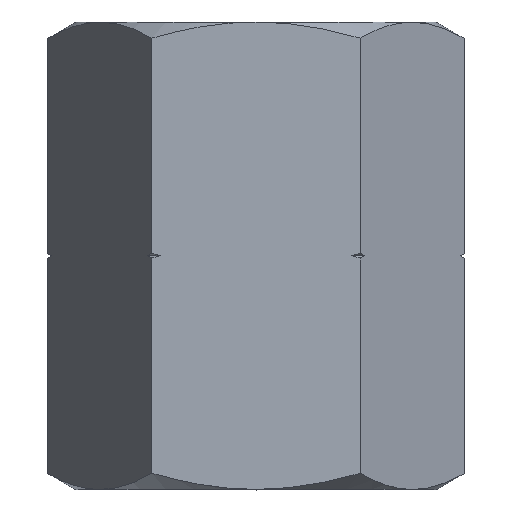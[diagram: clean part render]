
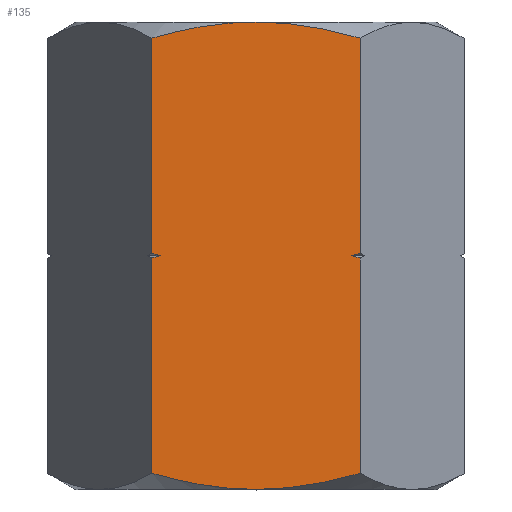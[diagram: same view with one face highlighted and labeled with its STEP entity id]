
A CAD part, top view. The second image highlights one B-rep face of the part: STEP entity #135.
In plain terms, the highlighted planar face has unit normal (0, 0, 1).
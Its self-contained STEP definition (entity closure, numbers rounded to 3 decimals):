
#135=ADVANCED_FACE('',(#282),#283,.T.);
#282=FACE_OUTER_BOUND('',#436,.T.);
#283=PLANE('',#437);
#436=EDGE_LOOP('',(#769,#770,#771,#772,#773,#774,#775,#776,#777,#778,#779,#780));
#437=AXIS2_PLACEMENT_3D('',#781,#782,#783);
#769=ORIENTED_EDGE('',*,*,#1028,.T.);
#770=ORIENTED_EDGE('',*,*,#953,.F.);
#771=ORIENTED_EDGE('',*,*,#1017,.F.);
#772=ORIENTED_EDGE('',*,*,#1036,.T.);
#773=ORIENTED_EDGE('',*,*,#1004,.T.);
#774=ORIENTED_EDGE('',*,*,#1022,.T.);
#775=ORIENTED_EDGE('',*,*,#1006,.F.);
#776=ORIENTED_EDGE('',*,*,#1037,.T.);
#777=ORIENTED_EDGE('',*,*,#1026,.T.);
#778=ORIENTED_EDGE('',*,*,#1038,.F.);
#779=ORIENTED_EDGE('',*,*,#978,.F.);
#780=ORIENTED_EDGE('',*,*,#1019,.F.);
#781=CARTESIAN_POINT('',(-7.794,0.0,13.5));
#782=DIRECTION('',(0.0,0.0,1.0));
#783=DIRECTION('',(1.0,-0.0,0.0));
#953=EDGE_CURVE('',#1147,#1149,#1150,.T.);
#978=EDGE_CURVE('',#1184,#1182,#1186,.T.);
#1004=EDGE_CURVE('',#1160,#1216,#1218,.T.);
#1006=EDGE_CURVE('',#1220,#1221,#1222,.T.);
#1017=EDGE_CURVE('',#1235,#1147,#1237,.T.);
#1019=EDGE_CURVE('',#1238,#1184,#1240,.T.);
#1022=EDGE_CURVE('',#1216,#1221,#1244,.T.);
#1026=EDGE_CURVE('',#1242,#1247,#1249,.T.);
#1028=EDGE_CURVE('',#1238,#1149,#1251,.T.);
#1036=EDGE_CURVE('',#1235,#1160,#1259,.T.);
#1037=EDGE_CURVE('',#1220,#1242,#1260,.T.);
#1038=EDGE_CURVE('',#1182,#1247,#1261,.T.);
#1147=VERTEX_POINT('',#1563);
#1149=VERTEX_POINT('',#1574);
#1150=(B_SPLINE_CURVE(2,(#1576,#1577,#1578),.UNSPECIFIED.,.F.,.F.)B_SPLINE_CURVE_WITH_KNOTS((3,3),(-6.714,-6.59),.UNSPECIFIED.)RATIONAL_B_SPLINE_CURVE((2.091,2.103,2.113))BOUNDED_CURVE()REPRESENTATION_ITEM('')GEOMETRIC_REPRESENTATION_ITEM()CURVE());
#1160=VERTEX_POINT('',#1594);
#1182=VERTEX_POINT('',#1671);
#1184=VERTEX_POINT('',#1673);
#1186=(B_SPLINE_CURVE(2,(#1685,#1686,#1687),.UNSPECIFIED.,.F.,.F.)B_SPLINE_CURVE_WITH_KNOTS((3,3),(-10.945,-8.287),.UNSPECIFIED.)RATIONAL_B_SPLINE_CURVE((3.072,3.309,3.309))BOUNDED_CURVE()REPRESENTATION_ITEM('')GEOMETRIC_REPRESENTATION_ITEM()CURVE());
#1216=VERTEX_POINT('',#1745);
#1218=(B_SPLINE_CURVE(2,(#1757,#1758,#1759),.UNSPECIFIED.,.F.,.F.)B_SPLINE_CURVE_WITH_KNOTS((3,3),(-8.287,-5.629),.UNSPECIFIED.)RATIONAL_B_SPLINE_CURVE((3.309,3.309,3.072))BOUNDED_CURVE()REPRESENTATION_ITEM('')GEOMETRIC_REPRESENTATION_ITEM()CURVE());
#1220=VERTEX_POINT('',#1767);
#1221=VERTEX_POINT('',#1768);
#1222=(B_SPLINE_CURVE(2,(#1770,#1771,#1772),.UNSPECIFIED.,.F.,.F.)B_SPLINE_CURVE_WITH_KNOTS((3,3),(-3.288,-3.165),.UNSPECIFIED.)RATIONAL_B_SPLINE_CURVE((2.113,2.103,2.091))BOUNDED_CURVE()REPRESENTATION_ITEM('')GEOMETRIC_REPRESENTATION_ITEM()CURVE());
#1235=VERTEX_POINT('',#1820);
#1237=LINE('',#1831,#1832);
#1238=VERTEX_POINT('',#1833);
#1240=LINE('',#1844,#1845);
#1242=VERTEX_POINT('',#1847);
#1244=LINE('',#1858,#1859);
#1247=VERTEX_POINT('',#1880);
#1249=LINE('',#1891,#1892);
#1251=(B_SPLINE_CURVE(2,(#1895,#1896,#1897),.UNSPECIFIED.,.F.,.F.)B_SPLINE_CURVE_WITH_KNOTS((3,3),(3.165,3.288),.UNSPECIFIED.)RATIONAL_B_SPLINE_CURVE((2.091,2.103,2.113))BOUNDED_CURVE()REPRESENTATION_ITEM('')GEOMETRIC_REPRESENTATION_ITEM()CURVE());
#1259=(B_SPLINE_CURVE(2,(#1913,#1914,#1915),.UNSPECIFIED.,.F.,.F.)B_SPLINE_CURVE_WITH_KNOTS((3,3),(-10.945,-8.287),.UNSPECIFIED.)RATIONAL_B_SPLINE_CURVE((3.072,3.309,3.309))BOUNDED_CURVE()REPRESENTATION_ITEM('')GEOMETRIC_REPRESENTATION_ITEM()CURVE());
#1260=(B_SPLINE_CURVE(2,(#1923,#1924,#1925),.UNSPECIFIED.,.F.,.F.)B_SPLINE_CURVE_WITH_KNOTS((3,3),(6.59,6.714),.UNSPECIFIED.)RATIONAL_B_SPLINE_CURVE((2.113,2.103,2.091))BOUNDED_CURVE()REPRESENTATION_ITEM('')GEOMETRIC_REPRESENTATION_ITEM()CURVE());
#1261=(B_SPLINE_CURVE(2,(#1933,#1934,#1935),.UNSPECIFIED.,.F.,.F.)B_SPLINE_CURVE_WITH_KNOTS((3,3),(-8.287,-5.629),.UNSPECIFIED.)RATIONAL_B_SPLINE_CURVE((3.309,3.309,3.072))BOUNDED_CURVE()REPRESENTATION_ITEM('')GEOMETRIC_REPRESENTATION_ITEM()CURVE());
#1563=CARTESIAN_POINT('',(-7.794,17.327,13.5));
#1574=CARTESIAN_POINT('',(-7.175,17.5,13.5));
#1576=CARTESIAN_POINT('',(-7.794,17.327,13.5));
#1577=CARTESIAN_POINT('',(-7.482,17.417,13.5));
#1578=CARTESIAN_POINT('',(-7.175,17.5,13.5));
#1594=CARTESIAN_POINT('',(0.,0.0,13.5));
#1671=CARTESIAN_POINT('',(0.,35.0,13.5));
#1673=CARTESIAN_POINT('',(-7.794,33.794,13.5));
#1685=CARTESIAN_POINT('',(-7.794,33.794,13.5));
#1686=CARTESIAN_POINT('',(-3.617,35.,13.5));
#1687=CARTESIAN_POINT('',(0.,35.,13.5));
#1745=CARTESIAN_POINT('',(7.794,1.206,13.5));
#1757=CARTESIAN_POINT('',(0.,0.,13.5));
#1758=CARTESIAN_POINT('',(3.617,0.,13.5));
#1759=CARTESIAN_POINT('',(7.794,1.206,13.5));
#1767=CARTESIAN_POINT('',(7.175,17.5,13.5));
#1768=CARTESIAN_POINT('',(7.794,17.327,13.5));
#1770=CARTESIAN_POINT('',(7.175,17.5,13.5));
#1771=CARTESIAN_POINT('',(7.482,17.417,13.5));
#1772=CARTESIAN_POINT('',(7.794,17.327,13.5));
#1820=CARTESIAN_POINT('',(-7.794,1.206,13.5));
#1831=CARTESIAN_POINT('',(-7.794,1.206,13.5));
#1832=VECTOR('',#2079,16.121);
#1833=CARTESIAN_POINT('',(-7.794,17.673,13.5));
#1844=CARTESIAN_POINT('',(-7.794,17.673,13.5));
#1845=VECTOR('',#2080,16.121);
#1847=CARTESIAN_POINT('',(7.794,17.673,13.5));
#1858=CARTESIAN_POINT('',(7.794,1.206,13.5));
#1859=VECTOR('',#2081,16.121);
#1880=CARTESIAN_POINT('',(7.794,33.794,13.5));
#1891=CARTESIAN_POINT('',(7.794,17.673,13.5));
#1892=VECTOR('',#2082,16.121);
#1895=CARTESIAN_POINT('',(-7.794,17.673,13.5));
#1896=CARTESIAN_POINT('',(-7.482,17.583,13.5));
#1897=CARTESIAN_POINT('',(-7.175,17.5,13.5));
#1913=CARTESIAN_POINT('',(-7.794,1.206,13.5));
#1914=CARTESIAN_POINT('',(-3.617,0.,13.5));
#1915=CARTESIAN_POINT('',(0.,0.,13.5));
#1923=CARTESIAN_POINT('',(7.175,17.5,13.5));
#1924=CARTESIAN_POINT('',(7.482,17.583,13.5));
#1925=CARTESIAN_POINT('',(7.794,17.673,13.5));
#1933=CARTESIAN_POINT('',(0.,35.,13.5));
#1934=CARTESIAN_POINT('',(3.617,35.,13.5));
#1935=CARTESIAN_POINT('',(7.794,33.794,13.5));
#2079=DIRECTION('',(0.0,1.0,0.0));
#2080=DIRECTION('',(0.0,1.0,0.0));
#2081=DIRECTION('',(0.0,1.0,0.0));
#2082=DIRECTION('',(0.0,1.0,0.0));
